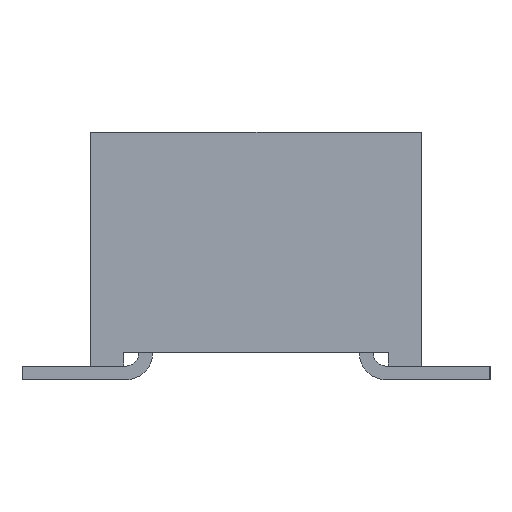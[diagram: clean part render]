
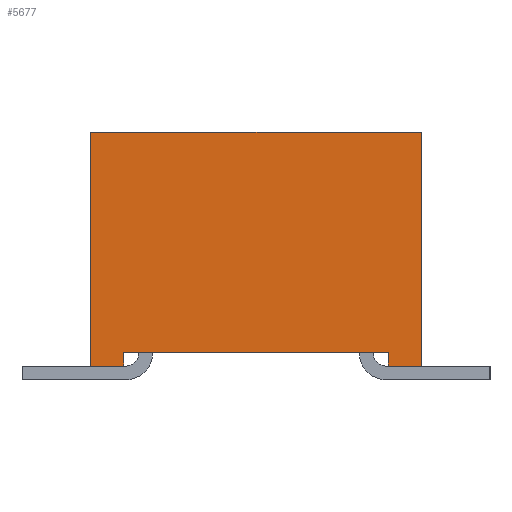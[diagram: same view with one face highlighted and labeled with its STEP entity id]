
A CAD part, left-side view. The second image highlights one B-rep face of the part: STEP entity #5677.
In plain terms, the highlighted planar face has unit normal (-1, 0, 0).
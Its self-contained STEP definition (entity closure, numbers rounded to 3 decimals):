
#5677 = ADVANCED_FACE('',(#5678),#5744,.F.);
#5678 = FACE_BOUND('',#5679,.T.);
#5679 = EDGE_LOOP('',(#5680,#5690,#5698,#5706,#5714,#5722,#5730,#5738));
#5680 = ORIENTED_EDGE('',*,*,#5681,.T.);
#5681 = EDGE_CURVE('',#5682,#5684,#5686,.T.);
#5682 = VERTEX_POINT('',#5683);
#5683 = CARTESIAN_POINT('',(-13.551,-1.219,0.277));
#5684 = VERTEX_POINT('',#5685);
#5685 = CARTESIAN_POINT('',(-13.551,-1.219,0.15));
#5686 = LINE('',#5687,#5688);
#5687 = CARTESIAN_POINT('',(-13.551,-1.219,0.277));
#5688 = VECTOR('',#5689,1.);
#5689 = DIRECTION('',(0.,0.,-1.));
#5690 = ORIENTED_EDGE('',*,*,#5691,.T.);
#5691 = EDGE_CURVE('',#5684,#5692,#5694,.T.);
#5692 = VERTEX_POINT('',#5693);
#5693 = CARTESIAN_POINT('',(-13.551,-1.524,0.15));
#5694 = LINE('',#5695,#5696);
#5695 = CARTESIAN_POINT('',(-13.551,1.524,0.15));
#5696 = VECTOR('',#5697,1.);
#5697 = DIRECTION('',(0.,-1.,0.));
#5698 = ORIENTED_EDGE('',*,*,#5699,.F.);
#5699 = EDGE_CURVE('',#5700,#5692,#5702,.T.);
#5700 = VERTEX_POINT('',#5701);
#5701 = CARTESIAN_POINT('',(-13.551,-1.524,2.309));
#5702 = LINE('',#5703,#5704);
#5703 = CARTESIAN_POINT('',(-13.551,-1.524,2.309));
#5704 = VECTOR('',#5705,1.);
#5705 = DIRECTION('',(0.,0.,-1.));
#5706 = ORIENTED_EDGE('',*,*,#5707,.F.);
#5707 = EDGE_CURVE('',#5708,#5700,#5710,.T.);
#5708 = VERTEX_POINT('',#5709);
#5709 = CARTESIAN_POINT('',(-13.551,1.524,2.309));
#5710 = LINE('',#5711,#5712);
#5711 = CARTESIAN_POINT('',(-13.551,1.524,2.309));
#5712 = VECTOR('',#5713,1.);
#5713 = DIRECTION('',(0.,-1.,0.));
#5714 = ORIENTED_EDGE('',*,*,#5715,.T.);
#5715 = EDGE_CURVE('',#5708,#5716,#5718,.T.);
#5716 = VERTEX_POINT('',#5717);
#5717 = CARTESIAN_POINT('',(-13.551,1.524,0.15));
#5718 = LINE('',#5719,#5720);
#5719 = CARTESIAN_POINT('',(-13.551,1.524,2.309));
#5720 = VECTOR('',#5721,1.);
#5721 = DIRECTION('',(0.,0.,-1.));
#5722 = ORIENTED_EDGE('',*,*,#5723,.T.);
#5723 = EDGE_CURVE('',#5716,#5724,#5726,.T.);
#5724 = VERTEX_POINT('',#5725);
#5725 = CARTESIAN_POINT('',(-13.551,1.219,0.15));
#5726 = LINE('',#5727,#5728);
#5727 = CARTESIAN_POINT('',(-13.551,1.524,0.15));
#5728 = VECTOR('',#5729,1.);
#5729 = DIRECTION('',(0.,-1.,0.));
#5730 = ORIENTED_EDGE('',*,*,#5731,.T.);
#5731 = EDGE_CURVE('',#5724,#5732,#5734,.T.);
#5732 = VERTEX_POINT('',#5733);
#5733 = CARTESIAN_POINT('',(-13.551,1.219,0.277));
#5734 = LINE('',#5735,#5736);
#5735 = CARTESIAN_POINT('',(-13.551,1.219,0.023));
#5736 = VECTOR('',#5737,1.);
#5737 = DIRECTION('',(0.,0.,1.));
#5738 = ORIENTED_EDGE('',*,*,#5739,.T.);
#5739 = EDGE_CURVE('',#5732,#5682,#5740,.T.);
#5740 = LINE('',#5741,#5742);
#5741 = CARTESIAN_POINT('',(-13.551,1.219,0.277));
#5742 = VECTOR('',#5743,1.);
#5743 = DIRECTION('',(0.,-1.,0.));
#5744 = PLANE('',#5745);
#5745 = AXIS2_PLACEMENT_3D('',#5746,#5747,#5748);
#5746 = CARTESIAN_POINT('',(-13.551,1.524,2.309));
#5747 = DIRECTION('',(1.,0.,0.));
#5748 = DIRECTION('',(0.,1.,0.));
